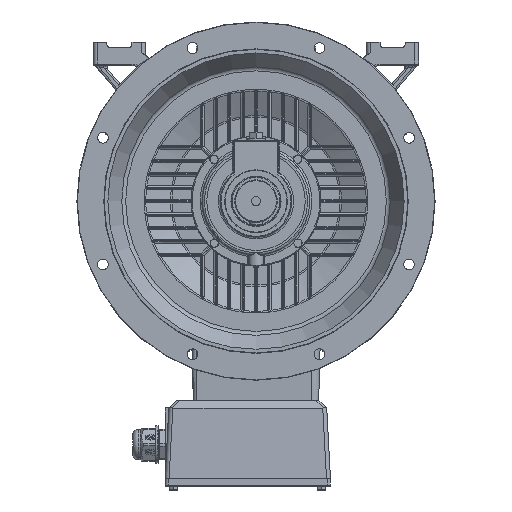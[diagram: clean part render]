
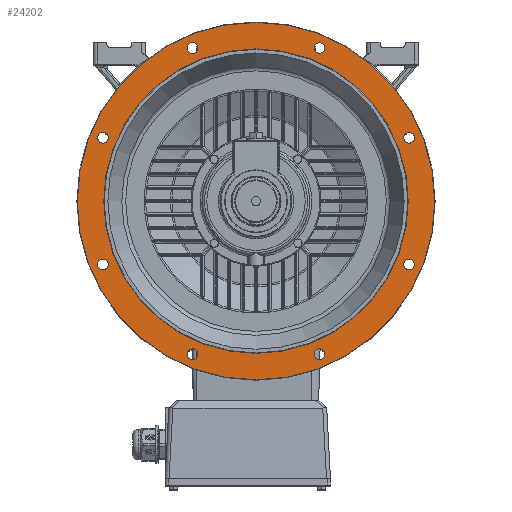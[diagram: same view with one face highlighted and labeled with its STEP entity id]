
A CAD part, left-side view. The second image highlights one B-rep face of the part: STEP entity #24202.
In plain terms, the highlighted planar face has unit normal (-1, 0, 0).
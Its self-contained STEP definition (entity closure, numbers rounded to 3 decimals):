
#16363=PLANE('',#121322);
#18306=FACE_BOUND('',#37148,.T.);
#18307=FACE_BOUND('',#37149,.T.);
#18308=FACE_BOUND('',#37150,.T.);
#18309=FACE_BOUND('',#37151,.T.);
#18310=FACE_BOUND('',#37152,.T.);
#18311=FACE_BOUND('',#37153,.T.);
#18312=FACE_BOUND('',#37154,.T.);
#18313=FACE_BOUND('',#37155,.T.);
#18314=FACE_BOUND('',#37156,.T.);
#18315=FACE_BOUND('',#37157,.T.);
#24202=ADVANCED_FACE('',(#18306,#18307,#18308,#18309,#18310,#18311,#18312,
#18313,#18314,#18315),#16363,.T.);
#37148=EDGE_LOOP('',(#83901));
#37149=EDGE_LOOP('',(#83902,#83903));
#37150=EDGE_LOOP('',(#83904,#83905));
#37151=EDGE_LOOP('',(#83906,#83907));
#37152=EDGE_LOOP('',(#83908,#83909));
#37153=EDGE_LOOP('',(#83910,#83911));
#37154=EDGE_LOOP('',(#83912,#83913));
#37155=EDGE_LOOP('',(#83914,#83915));
#37156=EDGE_LOOP('',(#83916,#83917));
#37157=EDGE_LOOP('',(#83918));
#83901=ORIENTED_EDGE('',*,*,#110262,.T.);
#83902=ORIENTED_EDGE('',*,*,#110263,.F.);
#83903=ORIENTED_EDGE('',*,*,#110264,.F.);
#83904=ORIENTED_EDGE('',*,*,#110265,.F.);
#83905=ORIENTED_EDGE('',*,*,#110266,.F.);
#83906=ORIENTED_EDGE('',*,*,#110267,.F.);
#83907=ORIENTED_EDGE('',*,*,#110268,.F.);
#83908=ORIENTED_EDGE('',*,*,#110269,.F.);
#83909=ORIENTED_EDGE('',*,*,#110270,.F.);
#83910=ORIENTED_EDGE('',*,*,#110271,.F.);
#83911=ORIENTED_EDGE('',*,*,#110272,.F.);
#83912=ORIENTED_EDGE('',*,*,#110273,.F.);
#83913=ORIENTED_EDGE('',*,*,#110274,.F.);
#83914=ORIENTED_EDGE('',*,*,#110275,.F.);
#83915=ORIENTED_EDGE('',*,*,#110276,.F.);
#83916=ORIENTED_EDGE('',*,*,#110277,.F.);
#83917=ORIENTED_EDGE('',*,*,#110278,.F.);
#83918=ORIENTED_EDGE('',*,*,#110279,.T.);
#95976=VERTEX_POINT('',#189975);
#95977=VERTEX_POINT('',#189977);
#95978=VERTEX_POINT('',#189978);
#95979=VERTEX_POINT('',#189981);
#95980=VERTEX_POINT('',#189982);
#95981=VERTEX_POINT('',#189985);
#95982=VERTEX_POINT('',#189986);
#95983=VERTEX_POINT('',#189989);
#95984=VERTEX_POINT('',#189990);
#95985=VERTEX_POINT('',#189993);
#95986=VERTEX_POINT('',#189994);
#95987=VERTEX_POINT('',#189997);
#95988=VERTEX_POINT('',#189998);
#95989=VERTEX_POINT('',#190001);
#95990=VERTEX_POINT('',#190002);
#95991=VERTEX_POINT('',#190005);
#95992=VERTEX_POINT('',#190006);
#95993=VERTEX_POINT('',#190009);
#110262=EDGE_CURVE('',#95976,#95976,#113995,.T.);
#110263=EDGE_CURVE('',#95977,#95978,#113996,.T.);
#110264=EDGE_CURVE('',#95978,#95977,#113997,.T.);
#110265=EDGE_CURVE('',#95979,#95980,#113998,.T.);
#110266=EDGE_CURVE('',#95980,#95979,#113999,.T.);
#110267=EDGE_CURVE('',#95981,#95982,#114000,.T.);
#110268=EDGE_CURVE('',#95982,#95981,#114001,.T.);
#110269=EDGE_CURVE('',#95983,#95984,#114002,.T.);
#110270=EDGE_CURVE('',#95984,#95983,#114003,.T.);
#110271=EDGE_CURVE('',#95985,#95986,#114004,.T.);
#110272=EDGE_CURVE('',#95986,#95985,#114005,.T.);
#110273=EDGE_CURVE('',#95987,#95988,#114006,.T.);
#110274=EDGE_CURVE('',#95988,#95987,#114007,.T.);
#110275=EDGE_CURVE('',#95989,#95990,#114008,.T.);
#110276=EDGE_CURVE('',#95990,#95989,#114009,.T.);
#110277=EDGE_CURVE('',#95991,#95992,#114010,.T.);
#110278=EDGE_CURVE('',#95992,#95991,#114011,.T.);
#110279=EDGE_CURVE('',#95993,#95993,#114012,.T.);
#113995=CIRCLE('',#121304,399.121);
#113996=CIRCLE('',#121305,12.);
#113997=CIRCLE('',#121306,12.);
#113998=CIRCLE('',#121307,12.);
#113999=CIRCLE('',#121308,12.);
#114000=CIRCLE('',#121309,12.);
#114001=CIRCLE('',#121310,12.);
#114002=CIRCLE('',#121311,12.);
#114003=CIRCLE('',#121312,12.);
#114004=CIRCLE('',#121313,12.);
#114005=CIRCLE('',#121314,12.);
#114006=CIRCLE('',#121315,12.);
#114007=CIRCLE('',#121316,12.);
#114008=CIRCLE('',#121317,12.);
#114009=CIRCLE('',#121318,12.);
#114010=CIRCLE('',#121319,12.);
#114011=CIRCLE('',#121320,12.);
#114012=CIRCLE('',#121321,340.);
#121304=AXIS2_PLACEMENT_3D('',#189974,#145451,#145452);
#121305=AXIS2_PLACEMENT_3D('',#189976,#145453,#145454);
#121306=AXIS2_PLACEMENT_3D('',#189979,#145455,#145456);
#121307=AXIS2_PLACEMENT_3D('',#189980,#145457,#145458);
#121308=AXIS2_PLACEMENT_3D('',#189983,#145459,#145460);
#121309=AXIS2_PLACEMENT_3D('',#189984,#145461,#145462);
#121310=AXIS2_PLACEMENT_3D('',#189987,#145463,#145464);
#121311=AXIS2_PLACEMENT_3D('',#189988,#145465,#145466);
#121312=AXIS2_PLACEMENT_3D('',#189991,#145467,#145468);
#121313=AXIS2_PLACEMENT_3D('',#189992,#145469,#145470);
#121314=AXIS2_PLACEMENT_3D('',#189995,#145471,#145472);
#121315=AXIS2_PLACEMENT_3D('',#189996,#145473,#145474);
#121316=AXIS2_PLACEMENT_3D('',#189999,#145475,#145476);
#121317=AXIS2_PLACEMENT_3D('',#190000,#145477,#145478);
#121318=AXIS2_PLACEMENT_3D('',#190003,#145479,#145480);
#121319=AXIS2_PLACEMENT_3D('',#190004,#145481,#145482);
#121320=AXIS2_PLACEMENT_3D('',#190007,#145483,#145484);
#121321=AXIS2_PLACEMENT_3D('',#190008,#145485,#145486);
#121322=AXIS2_PLACEMENT_3D('',#190010,#145487,#145488);
#145451=DIRECTION('',(-1.,0.,0.));
#145452=DIRECTION('',(0.,0.,1.));
#145453=DIRECTION('',(-1.,0.,0.));
#145454=DIRECTION('',(0.,0.,1.));
#145455=DIRECTION('',(-1.,0.,0.));
#145456=DIRECTION('',(0.,0.,1.));
#145457=DIRECTION('',(-1.,0.,0.));
#145458=DIRECTION('',(0.,0.,1.));
#145459=DIRECTION('',(-1.,0.,0.));
#145460=DIRECTION('',(0.,0.,1.));
#145461=DIRECTION('',(-1.,0.,0.));
#145462=DIRECTION('',(0.,0.,1.));
#145463=DIRECTION('',(-1.,0.,0.));
#145464=DIRECTION('',(0.,0.,1.));
#145465=DIRECTION('',(-1.,0.,0.));
#145466=DIRECTION('',(0.,0.,1.));
#145467=DIRECTION('',(-1.,0.,0.));
#145468=DIRECTION('',(0.,0.,1.));
#145469=DIRECTION('',(-1.,0.,0.));
#145470=DIRECTION('',(0.,0.,1.));
#145471=DIRECTION('',(-1.,0.,0.));
#145472=DIRECTION('',(0.,0.,1.));
#145473=DIRECTION('',(-1.,0.,0.));
#145474=DIRECTION('',(0.,0.,1.));
#145475=DIRECTION('',(-1.,0.,0.));
#145476=DIRECTION('',(0.,0.,1.));
#145477=DIRECTION('',(-1.,0.,0.));
#145478=DIRECTION('',(0.,0.,1.));
#145479=DIRECTION('',(-1.,0.,0.));
#145480=DIRECTION('',(0.,0.,1.));
#145481=DIRECTION('',(-1.,0.,0.));
#145482=DIRECTION('',(0.,0.,1.));
#145483=DIRECTION('',(-1.,0.,0.));
#145484=DIRECTION('',(0.,0.,1.));
#145485=DIRECTION('',(1.,0.,0.));
#145486=DIRECTION('',(0.,0.,1.));
#145487=DIRECTION('',(-1.,0.,0.));
#145488=DIRECTION('',(0.,0.,1.));
#189974=CARTESIAN_POINT('',(-596.,0.,0.));
#189975=CARTESIAN_POINT('',(-596.,0.,399.121));
#189976=CARTESIAN_POINT('',(-596.,341.835,141.593));
#189977=CARTESIAN_POINT('',(-596.,350.321,133.108));
#189978=CARTESIAN_POINT('',(-596.,333.35,150.078));
#189979=CARTESIAN_POINT('',(-596.,341.835,141.593));
#189980=CARTESIAN_POINT('',(-596.,141.593,341.835));
#189981=CARTESIAN_POINT('',(-596.,153.593,341.835));
#189982=CARTESIAN_POINT('',(-596.,129.593,341.835));
#189983=CARTESIAN_POINT('',(-596.,141.593,341.835));
#189984=CARTESIAN_POINT('',(-596.,-141.593,341.835));
#189985=CARTESIAN_POINT('',(-596.,-133.108,350.321));
#189986=CARTESIAN_POINT('',(-596.,-150.078,333.35));
#189987=CARTESIAN_POINT('',(-596.,-141.593,341.835));
#189988=CARTESIAN_POINT('',(-596.,-341.835,141.593));
#189989=CARTESIAN_POINT('',(-596.,-341.835,153.593));
#189990=CARTESIAN_POINT('',(-596.,-341.835,129.593));
#189991=CARTESIAN_POINT('',(-596.,-341.835,141.593));
#189992=CARTESIAN_POINT('',(-596.,-341.835,-141.593));
#189993=CARTESIAN_POINT('',(-596.,-350.321,-133.108));
#189994=CARTESIAN_POINT('',(-596.,-333.35,-150.078));
#189995=CARTESIAN_POINT('',(-596.,-341.835,-141.593));
#189996=CARTESIAN_POINT('',(-596.,-141.593,-341.835));
#189997=CARTESIAN_POINT('',(-596.,-153.593,-341.835));
#189998=CARTESIAN_POINT('',(-596.,-129.593,-341.835));
#189999=CARTESIAN_POINT('',(-596.,-141.593,-341.835));
#190000=CARTESIAN_POINT('',(-596.,141.593,-341.835));
#190001=CARTESIAN_POINT('',(-596.,133.108,-350.321));
#190002=CARTESIAN_POINT('',(-596.,150.078,-333.35));
#190003=CARTESIAN_POINT('',(-596.,141.593,-341.835));
#190004=CARTESIAN_POINT('',(-596.,341.835,-141.593));
#190005=CARTESIAN_POINT('',(-596.,341.835,-153.593));
#190006=CARTESIAN_POINT('',(-596.,341.835,-129.593));
#190007=CARTESIAN_POINT('',(-596.,341.835,-141.593));
#190008=CARTESIAN_POINT('',(-596.,0.,0.));
#190009=CARTESIAN_POINT('',(-596.,0.,340.));
#190010=CARTESIAN_POINT('',(-596.,0.,0.));
